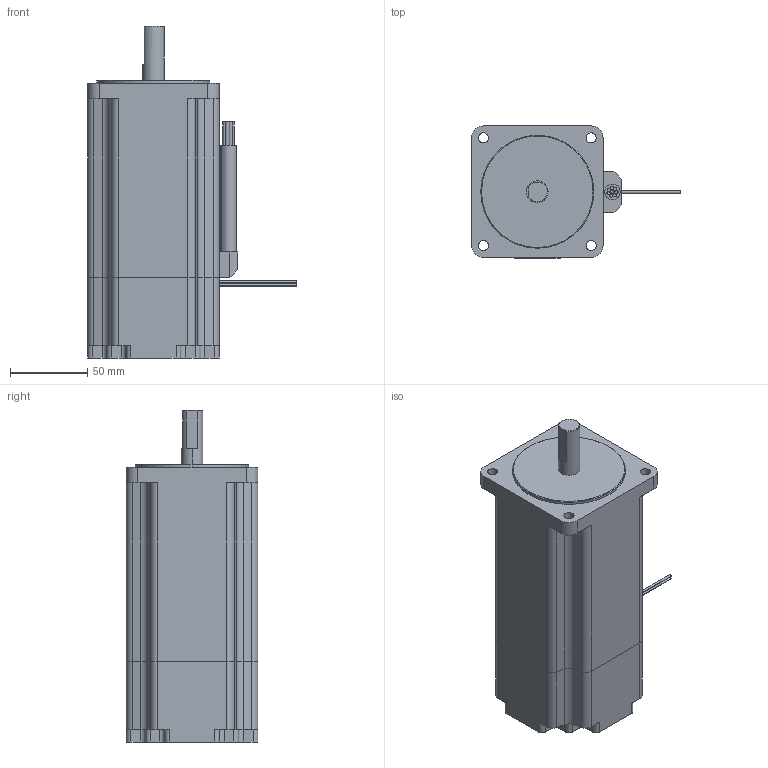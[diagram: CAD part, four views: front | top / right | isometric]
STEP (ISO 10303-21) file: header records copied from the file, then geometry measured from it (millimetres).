
FILE_DESCRIPTION (( 'STEP AP214' ), '1' );
FILE_NAME ('AM34HD2805-BR01.STEP', '2016-06-17T02:12:56', ( 'jrww' ), ( 'jrww' ), 'SwSTEP 2.0', 'SolidWorks 2011', '' );
FILE_SCHEMA (( 'AUTOMOTIVE_DESIGN' ));
Length unit declared in the file: millimetre
Products named in the file (1): AM34HD2805-BR01
Bounding box: 135 x 85 x 214.5 mm (x, y, z)
Volume: 1151734.9 mm3; surface area: 88368.2 mm2
Topology: 2 solids, 2 shells, 162 faces, 431 edges, 286 vertices
Faces by surface type: cylinder 82, plane 76, cone 4
Entity records: 5158 total; most frequent: DIRECTION 925, CARTESIAN_POINT 892, ORIENTED_EDGE 862, EDGE_CURVE 431, AXIS2_PLACEMENT_3D 335, VERTEX_POINT 286, VECTOR 255, LINE 255
